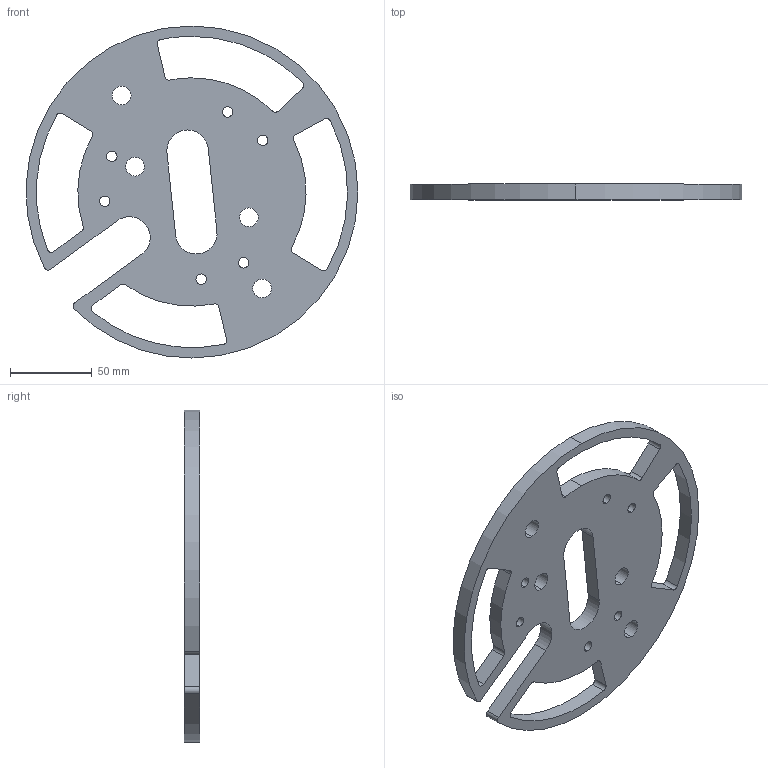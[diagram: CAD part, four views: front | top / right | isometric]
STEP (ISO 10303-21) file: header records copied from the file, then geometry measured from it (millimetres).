
FILE_DESCRIPTION (( 'STEP AP214' ), '1' );
FILE_NAME ('hub_support.STEP', '2020-11-20T18:39:42', ( '' ), ( '' ), 'SwSTEP 2.0', 'SolidWorks 2014', '' );
FILE_SCHEMA (( 'AUTOMOTIVE_DESIGN' ));
Length unit declared in the file: inch
Products named in the file (1): hub_support
Bounding box: 203.13 x 9.53 x 203.2 mm (x, y, z)
Volume: 192015.4 mm3; surface area: 59744 mm2
Topology: 1 solids, 1 shells, 75 faces, 219 edges, 146 vertices
Faces by surface type: cylinder 61, plane 14
Entity records: 2655 total; most frequent: DIRECTION 493, CARTESIAN_POINT 441, ORIENTED_EDGE 438, EDGE_CURVE 219, AXIS2_PLACEMENT_3D 198, VERTEX_POINT 146, CIRCLE 122, EDGE_LOOP 105
